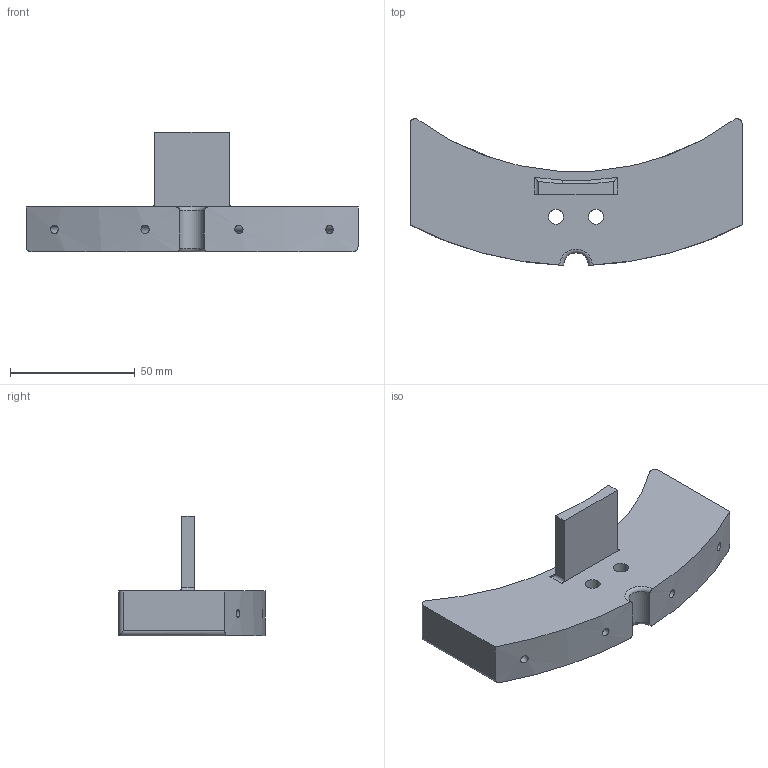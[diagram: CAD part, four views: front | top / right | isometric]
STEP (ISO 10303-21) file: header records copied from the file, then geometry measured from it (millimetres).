
FILE_DESCRIPTION(('HOOPS Exchange Step'),'2;1');
FILE_NAME('f3d2dfc16371c44243245abb61636ded20230106-1-p85pmw.SLDPRT.step','2023-01-06T15:29:51+00:00',('root'),('Unknown organisation'),'HOOPS Exchange 2021.0','HOOPS Exchange','Unknown authorisation');
FILE_SCHEMA( ('AUTOMOTIVE_DESIGN { 1 0 10303 214 1 1 1 1 }') );
Length unit declared in the file: millimetre
Products named in the file (2): Default; f3d2dfc16371c44243245abb61636ded20230106-1-p85pmw
Assembly tree (1 placements, depth 2):
  f3d2dfc16371c44243245abb61636ded20230106-1-p85pmw
    Default
Bounding box: 132.98 x 58.66 x 48 mm (x, y, z)
Volume: 95439.6 mm3; surface area: 21215.8 mm2
Topology: 1 solids, 1 shells, 61 faces, 160 edges, 104 vertices
Faces by surface type: plane 31, cylinder 19, cone 6, torus 5
Full cylindrical faces by diameter (mm): 3.3 x6, 6 x2
Entity records: 2767 total; most frequent: CARTESIAN_POINT 1231, ORIENTED_EDGE 308, DIRECTION 301, EDGE_CURVE 154, VERTEX_POINT 104, VECTOR 103, LINE 103, AXIS2_PLACEMENT_3D 99
